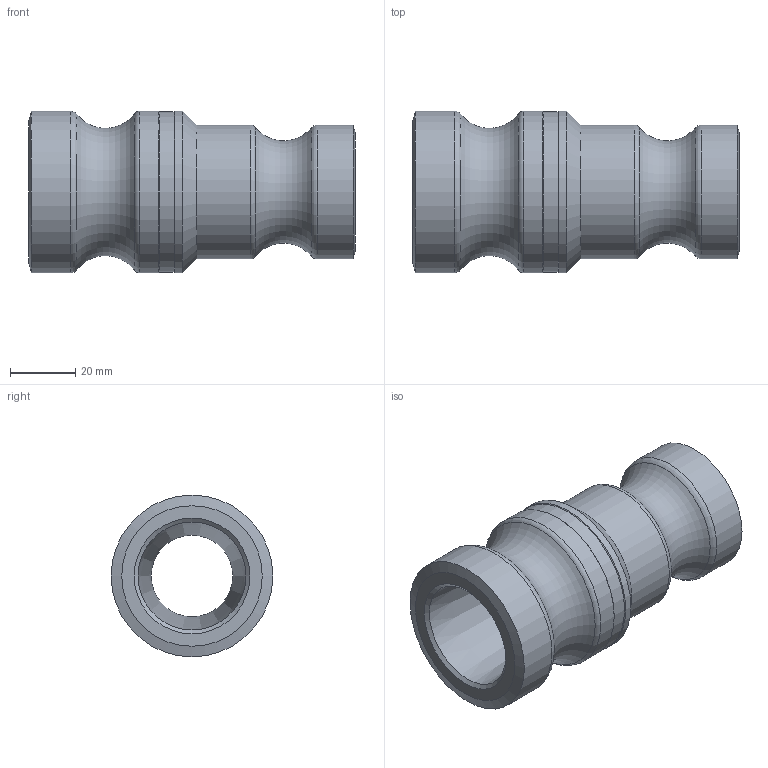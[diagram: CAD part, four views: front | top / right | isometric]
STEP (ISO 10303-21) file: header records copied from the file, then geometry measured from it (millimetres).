
FILE_DESCRIPTION(/* description */ ('SYSTEMREDUZIERSTECKER'),/* implementation_level */ '2;1');
FILE_NAME(/* name */ 'vr_35_n_x25.stp',/* time_stamp */ '2020-04-21T08:14:02+02:00',/* author */ ('ertl'),/* organization */ (''),/* preprocessor_version */ 'ST-DEVELOPER v17',/* originating_system */ 'Autodesk Inventor 2018',/* authorisation */ '86713,14 mm^3');
FILE_SCHEMA (('AUTOMOTIVE_DESIGN { 1 0 10303 214 3 1 1 }'));
Length unit declared in the file: millimetre
Products named in the file (1): 20051218B0000004-00
Bounding box: 100 x 49.5 x 49.5 mm (x, y, z)
Volume: 86542.3 mm3; surface area: 24523.8 mm2
Topology: 1 solids, 1 shells, 23 faces, 70 edges, 49 vertices
Faces by surface type: cone 8, cylinder 7, torus 6, plane 2
Full cylindrical faces by diameter (mm): 25 x1, 41 x2, 49 x1, 49.5 x3
Entity records: 908 total; most frequent: DIRECTION 173, CARTESIAN_POINT 143, ORIENTED_EDGE 140, AXIS2_PLACEMENT_3D 79, EDGE_CURVE 70, CIRCLE 55, VERTEX_POINT 49, EDGE_LOOP 25
